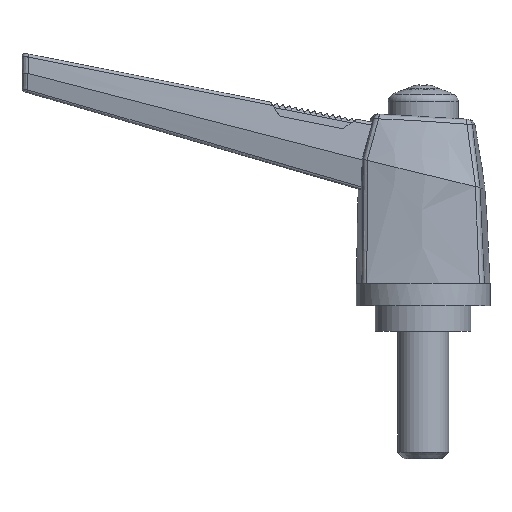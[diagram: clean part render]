
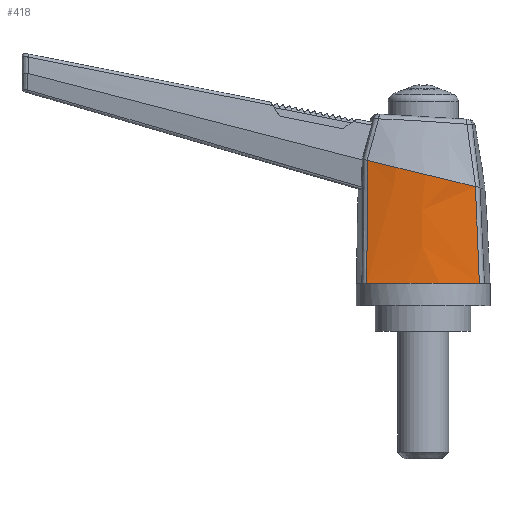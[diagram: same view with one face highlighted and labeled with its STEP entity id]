
A CAD part, front view. The second image highlights one B-rep face of the part: STEP entity #418.
In plain terms, the highlighted free-form (B-spline) face has degree [3, 3] with [6, 4] control points.
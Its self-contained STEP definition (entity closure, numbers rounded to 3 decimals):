
#418 = ADVANCED_FACE( '', ( #875 ), #876, .T. );
#875 = FACE_OUTER_BOUND( '', #3309, .T. );
#876 = B_SPLINE_SURFACE_WITH_KNOTS( '', 3, 3, ( ( #3310, #3311, #3312, #3313 ), ( #3314, #3315, #3316, #3317 ), ( #3318, #3319, #3320, #3321 ), ( #3322, #3323, #3324, #3325 ), ( #3326, #3327, #3328, #3329 ), ( #3330, #3331, #3332, #3333 ) ), .UNSPECIFIED., .F., .F., .F., ( 4, 2, 4 ), ( 4, 4 ), ( 0., 0.5, 1. ), ( 0., 1. ), .UNSPECIFIED. );
#3309 = EDGE_LOOP( '', ( #4659, #4660, #4661, #4662, #4663, #4664 ) );
#3310 = CARTESIAN_POINT( '', ( -9.476, -9.25, 0. ) );
#3311 = CARTESIAN_POINT( '', ( -9.428, -8.983, 6.495 ) );
#3312 = CARTESIAN_POINT( '', ( -9.38, -8.717, 12.99 ) );
#3313 = CARTESIAN_POINT( '', ( -9.333, -8.45, 19.486 ) );
#3314 = CARTESIAN_POINT( '', ( -6.364, -9.914, 0. ) );
#3315 = CARTESIAN_POINT( '', ( -6.392, -9.793, 6.26 ) );
#3316 = CARTESIAN_POINT( '', ( -6.42, -9.671, 12.52 ) );
#3317 = CARTESIAN_POINT( '', ( -6.449, -9.55, 18.779 ) );
#3318 = CARTESIAN_POINT( '', ( -3.182, -10.25, 0. ) );
#3319 = CARTESIAN_POINT( '', ( -3.252, -10.222, 6.01 ) );
#3320 = CARTESIAN_POINT( '', ( -3.322, -10.194, 12.02 ) );
#3321 = CARTESIAN_POINT( '', ( -3.392, -10.167, 18.031 ) );
#3322 = CARTESIAN_POINT( '', ( 3.182, -10.25, 0. ) );
#3323 = CARTESIAN_POINT( '', ( 3.04, -10.291, 5.508 ) );
#3324 = CARTESIAN_POINT( '', ( 2.897, -10.332, 11.017 ) );
#3325 = CARTESIAN_POINT( '', ( 2.755, -10.374, 16.525 ) );
#3326 = CARTESIAN_POINT( '', ( 6.364, -9.914, 0. ) );
#3327 = CARTESIAN_POINT( '', ( 6.19, -9.931, 5.256 ) );
#3328 = CARTESIAN_POINT( '', ( 6.017, -9.947, 10.513 ) );
#3329 = CARTESIAN_POINT( '', ( 5.844, -9.963, 15.769 ) );
#3330 = CARTESIAN_POINT( '', ( 9.476, -9.25, 0. ) );
#3331 = CARTESIAN_POINT( '', ( 9.248, -9.187, 5.016 ) );
#3332 = CARTESIAN_POINT( '', ( 9.02, -9.123, 10.031 ) );
#3333 = CARTESIAN_POINT( '', ( 8.792, -9.06, 15.047 ) );
#4659 = ORIENTED_EDGE( '', *, *, #5346, .F. );
#4660 = ORIENTED_EDGE( '', *, *, #5264, .T. );
#4661 = ORIENTED_EDGE( '', *, *, #5321, .T. );
#4662 = ORIENTED_EDGE( '', *, *, #5201, .T. );
#4663 = ORIENTED_EDGE( '', *, *, #5347, .T. );
#4664 = ORIENTED_EDGE( '', *, *, #5175, .T. );
#5175 = EDGE_CURVE( '', #5879, #5877, #5880, .T. );
#5201 = EDGE_CURVE( '', #5916, #5917, #5918, .T. );
#5264 = EDGE_CURVE( '', #6002, #5999, #6003, .T. );
#5321 = EDGE_CURVE( '', #5999, #5916, #6068, .T. );
#5346 = EDGE_CURVE( '', #6002, #5877, #6095, .T. );
#5347 = EDGE_CURVE( '', #5917, #5879, #6096, .T. );
#5877 = VERTEX_POINT( '', #8113 );
#5879 = VERTEX_POINT( '', #8118 );
#5880 = B_SPLINE_CURVE_WITH_KNOTS( '', 3, ( #8119, #8120, #8121, #8122 ), .UNSPECIFIED., .F., .F., ( 4, 4 ), ( 0., 0.015 ), .UNSPECIFIED. );
#5916 = VERTEX_POINT( '', #8219 );
#5917 = VERTEX_POINT( '', #8220 );
#5918 = B_SPLINE_CURVE_WITH_KNOTS( '', 3, ( #8221, #8222, #8223, #8224, #8225, #8226 ), .UNSPECIFIED., .F., .F., ( 4, 2, 4 ), ( 0.364, 0.5, 0.636 ), .UNSPECIFIED. );
#5999 = VERTEX_POINT( '', #8434 );
#6002 = VERTEX_POINT( '', #8466 );
#6003 = B_SPLINE_CURVE_WITH_KNOTS( '', 3, ( #8467, #8468, #8469, #8470, #8471, #8472 ), .UNSPECIFIED., .F., .F., ( 4, 2, 4 ), ( 0., 0.01, 0.019 ), .UNSPECIFIED. );
#6068 = B_SPLINE_CURVE_WITH_KNOTS( '', 3, ( #8699, #8700, #8701, #8702 ), .UNSPECIFIED., .F., .F., ( 4, 4 ), ( 0.034, 0.364 ), .UNSPECIFIED. );
#6095 = B_SPLINE_CURVE_WITH_KNOTS( '', 3, ( #8762, #8763, #8764, #8765, #8766, #8767, #8768, #8769, #8770, #8771 ), .UNSPECIFIED., .F., .F., ( 4, 2, 2, 2, 4 ), ( 0.032, 0.25, 0.5, 0.75, 0.967 ), .UNSPECIFIED. );
#6096 = B_SPLINE_CURVE_WITH_KNOTS( '', 3, ( #8772, #8773, #8774, #8775 ), .UNSPECIFIED., .F., .F., ( 4, 4 ), ( 0.636, 0.965 ), .UNSPECIFIED. );
#8113 = CARTESIAN_POINT( '', ( 8.209, -9.232, 15.19 ) );
#8118 = CARTESIAN_POINT( '', ( 8.83, -9.383, 0. ) );
#8119 = CARTESIAN_POINT( '', ( 8.83, -9.383, 0. ) );
#8120 = CARTESIAN_POINT( '', ( 8.622, -9.334, 5.063 ) );
#8121 = CARTESIAN_POINT( '', ( 8.415, -9.283, 10.126 ) );
#8122 = CARTESIAN_POINT( '', ( 8.209, -9.232, 15.19 ) );
#8219 = CARTESIAN_POINT( '', ( -2.588, -10.176, 0. ) );
#8220 = CARTESIAN_POINT( '', ( 2.588, -10.176, 0. ) );
#8221 = CARTESIAN_POINT( '', ( -2.588, -10.176, 0. ) );
#8222 = CARTESIAN_POINT( '', ( -1.726, -10.225, 0. ) );
#8223 = CARTESIAN_POINT( '', ( -0.863, -10.25, 0. ) );
#8224 = CARTESIAN_POINT( '', ( 0.863, -10.25, 0. ) );
#8225 = CARTESIAN_POINT( '', ( 1.726, -10.225, 0. ) );
#8226 = CARTESIAN_POINT( '', ( 2.588, -10.176, 0. ) );
#8434 = CARTESIAN_POINT( '', ( -8.83, -9.383, 0. ) );
#8466 = CARTESIAN_POINT( '', ( -8.781, -8.654, 19.35 ) );
#8467 = CARTESIAN_POINT( '', ( -8.781, -8.654, 19.35 ) );
#8468 = CARTESIAN_POINT( '', ( -8.788, -8.777, 16.125 ) );
#8469 = CARTESIAN_POINT( '', ( -8.797, -8.899, 12.9 ) );
#8470 = CARTESIAN_POINT( '', ( -8.813, -9.142, 6.45 ) );
#8471 = CARTESIAN_POINT( '', ( -8.822, -9.263, 3.225 ) );
#8472 = CARTESIAN_POINT( '', ( -8.83, -9.383, 0. ) );
#8699 = CARTESIAN_POINT( '', ( -8.83, -9.383, 0. ) );
#8700 = CARTESIAN_POINT( '', ( -6.771, -9.791, 0. ) );
#8701 = CARTESIAN_POINT( '', ( -4.684, -10.056, 0. ) );
#8702 = CARTESIAN_POINT( '', ( -2.588, -10.176, 0. ) );
#8762 = CARTESIAN_POINT( '', ( -8.781, -8.654, 19.35 ) );
#8763 = CARTESIAN_POINT( '', ( -7.512, -9.108, 19.04 ) );
#8764 = CARTESIAN_POINT( '', ( -6.217, -9.468, 18.723 ) );
#8765 = CARTESIAN_POINT( '', ( -3.385, -10.04, 18.029 ) );
#8766 = CARTESIAN_POINT( '', ( -1.859, -10.218, 17.655 ) );
#8767 = CARTESIAN_POINT( '', ( 1.222, -10.322, 16.901 ) );
#8768 = CARTESIAN_POINT( '', ( 2.756, -10.246, 16.525 ) );
#8769 = CARTESIAN_POINT( '', ( 5.612, -9.867, 15.826 ) );
#8770 = CARTESIAN_POINT( '', ( 6.92, -9.597, 15.505 ) );
#8771 = CARTESIAN_POINT( '', ( 8.209, -9.232, 15.19 ) );
#8772 = CARTESIAN_POINT( '', ( 2.588, -10.176, 0. ) );
#8773 = CARTESIAN_POINT( '', ( 4.683, -10.056, 0. ) );
#8774 = CARTESIAN_POINT( '', ( 6.771, -9.791, 0. ) );
#8775 = CARTESIAN_POINT( '', ( 8.83, -9.383, 0. ) );
